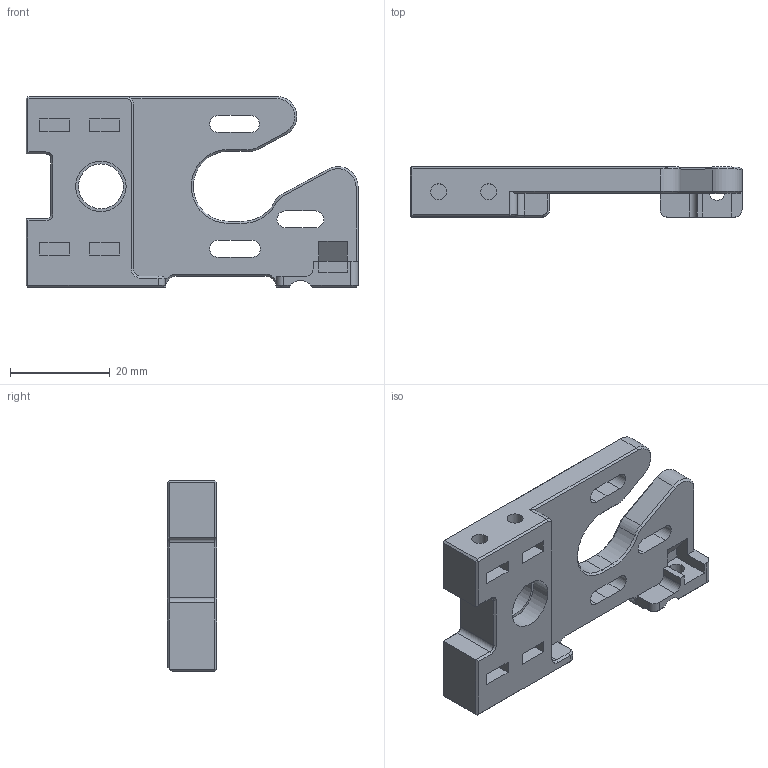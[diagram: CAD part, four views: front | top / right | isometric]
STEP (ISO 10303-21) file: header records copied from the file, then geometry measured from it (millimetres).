
FILE_DESCRIPTION(/* description */ (''),/* implementation_level */ '2;1');
FILE_NAME(/* name */ 'MotorPlateBigGear.step',/* time_stamp */ '2023-11-21T16:07:55+01:00',/* author */ (''),/* organization */ (''),/* preprocessor_version */ 'ST-DEVELOPER v20',/* originating_system */ 'Autodesk Translation Framework v12.14.0.127',/* authorisation */ '');
FILE_SCHEMA (('AUTOMOTIVE_DESIGN { 1 0 10303 214 3 1 1 }'));
Length unit declared in the file: millimetre
Products named in the file (1): MotorPlate
Bounding box: 66.5 x 10 x 38.25 mm (x, y, z)
Volume: 11879 mm3; surface area: 7313.1 mm2
Topology: 1 solids, 1 shells, 189 faces, 452 edges, 282 vertices
Faces by surface type: plane 122, cylinder 36, cone 31
Full cylindrical faces by diameter (mm): 3.2 x9, 9 x1, 10.1 x1, 15 x1
Entity records: 5466 total; most frequent: DIRECTION 940, CARTESIAN_POINT 940, ORIENTED_EDGE 904, EDGE_CURVE 452, LINE 328, VECTOR 328, AXIS2_PLACEMENT_3D 306, VERTEX_POINT 282
